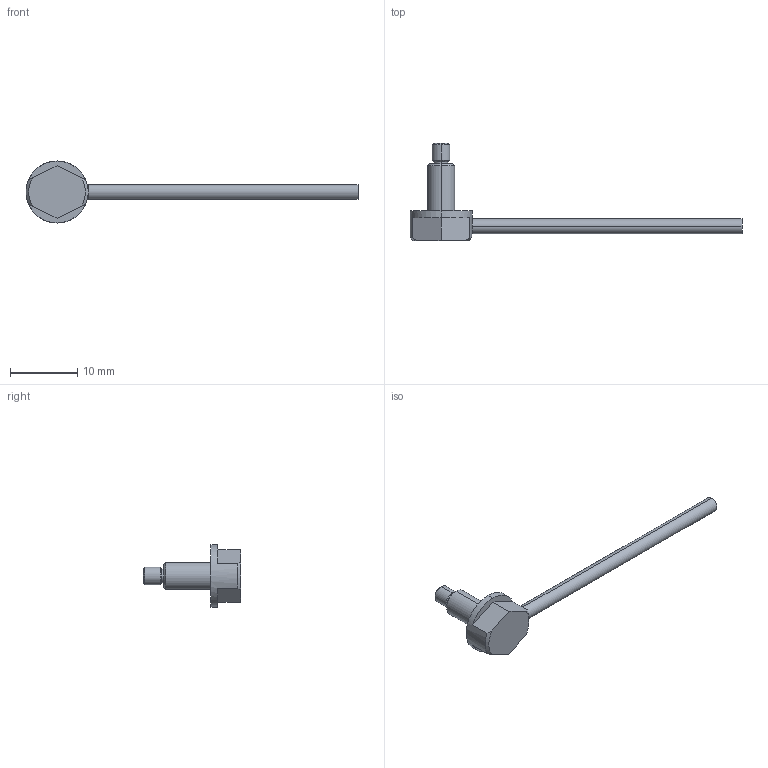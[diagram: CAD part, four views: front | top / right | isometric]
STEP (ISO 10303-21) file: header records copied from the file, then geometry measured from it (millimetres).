
FILE_DESCRIPTION (( 'STEP AP214' ), '1' );
FILE_NAME ('GPF-T025B.STEP', '2017-11-17T15:50:35', ( '' ), ( '' ), 'SwSTEP 2.0', 'SolidWorks 2018', '' );
FILE_SCHEMA (( 'AUTOMOTIVE_DESIGN' ));
Length unit declared in the file: millimetre
Products named in the file (4): GPF-T025B_FIBER; GPF-T025B-HEAD; GPF-T025B-LENSE; GPF-T025B
Assembly tree (3 placements, depth 2):
  GPF-T025B
    GPF-T025B_FIBER
    GPF-T025B-HEAD
    GPF-T025B-LENSE
Bounding box: 49.2 x 14.4 x 9.2 mm (x, y, z)
Volume: 491.2 mm3; surface area: 647 mm2
Topology: 3 solids, 3 shells, 38 faces, 78 edges, 50 vertices
Faces by surface type: plane 16, cylinder 14, cone 8
Entity records: 1172 total; most frequent: DIRECTION 202, CARTESIAN_POINT 184, ORIENTED_EDGE 156, AXIS2_PLACEMENT_3D 84, EDGE_CURVE 78, VERTEX_POINT 50, EDGE_LOOP 42, CIRCLE 40
